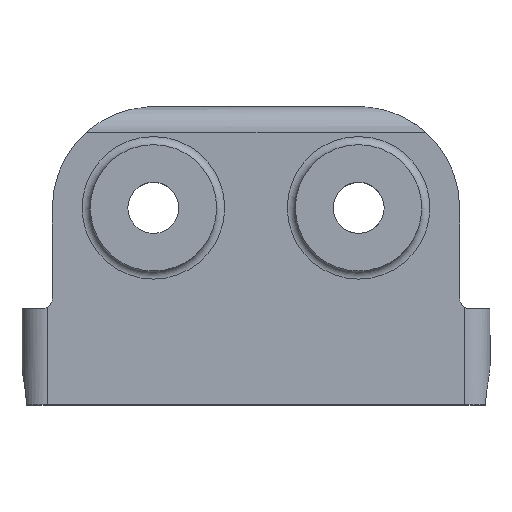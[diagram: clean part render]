
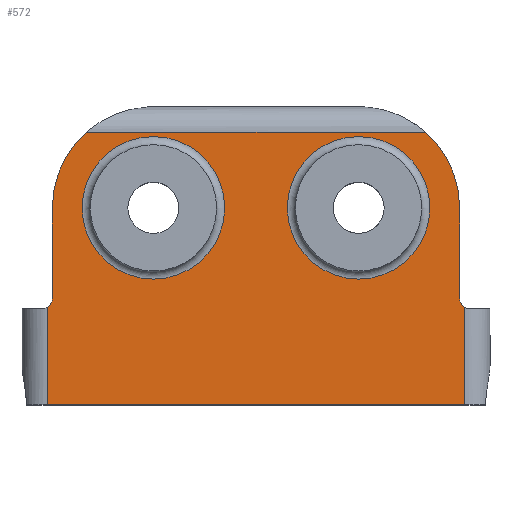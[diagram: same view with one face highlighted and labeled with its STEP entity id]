
A CAD part, top view. The second image highlights one B-rep face of the part: STEP entity #572.
In plain terms, the highlighted planar face has unit normal (0, 0, 1).
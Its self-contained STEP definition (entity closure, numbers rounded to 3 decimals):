
#31 = DIRECTION ( 'NONE',  ( 1., 0., 0. ) ) ;
#53 = ORIENTED_EDGE ( 'NONE', *, *, #3130, .F. ) ;
#214 = VERTEX_POINT ( 'NONE', #2137 ) ;
#219 = EDGE_CURVE ( 'NONE', #214, #3316, #2671, .T. ) ;
#244 = EDGE_CURVE ( 'NONE', #2759, #894, #3260, .T. ) ;
#245 = DIRECTION ( 'NONE',  ( -1., 0., 0. ) ) ;
#274 = DIRECTION ( 'NONE',  ( 0., -1., 0. ) ) ;
#290 = CARTESIAN_POINT ( 'NONE',  ( 0., 0., -1417.882 ) ) ;
#327 = VECTOR ( 'NONE', #496, 1000. ) ;
#379 = AXIS2_PLACEMENT_3D ( 'NONE', #1312, #658, #1337 ) ;
#401 = CARTESIAN_POINT ( 'NONE',  ( -42.29, 366.999, -1417.882 ) ) ;
#436 = CARTESIAN_POINT ( 'NONE',  ( -20.29, 384.999, -1417.882 ) ) ;
#486 = LINE ( 'NONE', #1901, #684 ) ;
#496 = DIRECTION ( 'NONE',  ( -1., 0., 0. ) ) ;
#498 = CARTESIAN_POINT ( 'NONE',  ( -20.29, 399.999, -1417.882 ) ) ;
#525 = ORIENTED_EDGE ( 'NONE', *, *, #244, .F. ) ;
#553 = EDGE_CURVE ( 'NONE', #979, #979, #1893, .T. ) ;
#572 = ADVANCED_FACE ( 'NONE', ( #1346, #2595, #879 ), #613, .T. ) ;
#604 = VERTEX_POINT ( 'NONE', #1990 ) ;
#613 = PLANE ( 'NONE',  #1092 ) ;
#622 = AXIS2_PLACEMENT_3D ( 'NONE', #3322, #3255, #1619 ) ;
#658 = DIRECTION ( 'NONE',  ( 0., 0., -1. ) ) ;
#684 = VECTOR ( 'NONE', #3523, 1000. ) ;
#692 = EDGE_CURVE ( 'NONE', #1086, #916, #2059, .T. ) ;
#725 = CARTESIAN_POINT ( 'NONE',  ( -41.29, 346., -1417.882 ) ) ;
#766 = LINE ( 'NONE', #1073, #1329 ) ;
#781 = CARTESIAN_POINT ( 'NONE',  ( -6.19, 384.999, -1417.882 ) ) ;
#799 = CARTESIAN_POINT ( 'NONE',  ( -40.29, 366.999, -1417.882 ) ) ;
#811 = CARTESIAN_POINT ( 'NONE',  ( 40.299, 366.999, -1417.882 ) ) ;
#812 = DIRECTION ( 'NONE',  ( 0., -1., 0. ) ) ;
#879 = FACE_OUTER_BOUND ( 'NONE', #1823, .T. ) ;
#894 = VERTEX_POINT ( 'NONE', #725 ) ;
#916 = VERTEX_POINT ( 'NONE', #3192 ) ;
#979 = VERTEX_POINT ( 'NONE', #781 ) ;
#998 = VERTEX_POINT ( 'NONE', #1231 ) ;
#1003 = DIRECTION ( 'NONE',  ( -1., 0., 0. ) ) ;
#1037 = VERTEX_POINT ( 'NONE', #1920 ) ;
#1071 = EDGE_CURVE ( 'NONE', #2489, #1086, #766, .T. ) ;
#1073 = CARTESIAN_POINT ( 'NONE',  ( -40.29, 404.999, -1417.882 ) ) ;
#1086 = VERTEX_POINT ( 'NONE', #799 ) ;
#1091 = EDGE_CURVE ( 'NONE', #2759, #604, #486, .T. ) ;
#1092 = AXIS2_PLACEMENT_3D ( 'NONE', #290, #2789, #31 ) ;
#1103 = DIRECTION ( 'NONE',  ( 0., -1., 0. ) ) ;
#1111 = ORIENTED_EDGE ( 'NONE', *, *, #2004, .T. ) ;
#1197 = VECTOR ( 'NONE', #812, 1000. ) ;
#1231 = CARTESIAN_POINT ( 'NONE',  ( 33.528, 399.999, -1417.882 ) ) ;
#1255 = VECTOR ( 'NONE', #274, 1000. ) ;
#1259 = DIRECTION ( 'NONE',  ( 1., 0., 0. ) ) ;
#1277 = DIRECTION ( 'NONE',  ( 0., 0., -1. ) ) ;
#1312 = CARTESIAN_POINT ( 'NONE',  ( 20.299, 384.998, -1417.882 ) ) ;
#1329 = VECTOR ( 'NONE', #1363, 1000. ) ;
#1337 = DIRECTION ( 'NONE',  ( 1., 0., 0. ) ) ;
#1346 = FACE_BOUND ( 'NONE', #3214, .T. ) ;
#1363 = DIRECTION ( 'NONE',  ( 0., -1., 0. ) ) ;
#1439 = CIRCLE ( 'NONE', #3448, 20. ) ;
#1512 = CARTESIAN_POINT ( 'NONE',  ( 20.299, 384.999, -1417.882 ) ) ;
#1513 = DIRECTION ( 'NONE',  ( 0., 0., -1. ) ) ;
#1557 = ORIENTED_EDGE ( 'NONE', *, *, #219, .F. ) ;
#1585 = CARTESIAN_POINT ( 'NONE',  ( 0., 346., -1417.882 ) ) ;
#1612 = CARTESIAN_POINT ( 'NONE',  ( 34.399, 384.998, -1417.882 ) ) ;
#1619 = DIRECTION ( 'NONE',  ( 1., 0., 0. ) ) ;
#1626 = EDGE_CURVE ( 'NONE', #998, #1037, #1660, .T. ) ;
#1655 = LINE ( 'NONE', #3344, #1255 ) ;
#1660 = LINE ( 'NONE', #498, #3498 ) ;
#1712 = CARTESIAN_POINT ( 'NONE',  ( -40.29, 384.999, -1417.882 ) ) ;
#1758 = CARTESIAN_POINT ( 'NONE',  ( 41.299, 346., -1417.882 ) ) ;
#1770 = ORIENTED_EDGE ( 'NONE', *, *, #553, .T. ) ;
#1775 = AXIS2_PLACEMENT_3D ( 'NONE', #436, #2619, #1259 ) ;
#1823 = EDGE_LOOP ( 'NONE', ( #525, #2811, #1111, #1557, #53, #2414, #3482, #2865, #1977, #1972 ) ) ;
#1862 = EDGE_CURVE ( 'NONE', #3230, #3230, #1892, .T. ) ;
#1892 = CIRCLE ( 'NONE', #379, 14.1 ) ;
#1893 = CIRCLE ( 'NONE', #622, 14.1 ) ;
#1901 = CARTESIAN_POINT ( 'NONE',  ( 41.299, 0., -1417.882 ) ) ;
#1920 = CARTESIAN_POINT ( 'NONE',  ( -33.519, 399.999, -1417.882 ) ) ;
#1927 = EDGE_CURVE ( 'NONE', #916, #894, #1655, .T. ) ;
#1972 = ORIENTED_EDGE ( 'NONE', *, *, #1927, .T. ) ;
#1977 = ORIENTED_EDGE ( 'NONE', *, *, #692, .T. ) ;
#1990 = CARTESIAN_POINT ( 'NONE',  ( 41.299, 365.267, -1417.882 ) ) ;
#2004 = EDGE_CURVE ( 'NONE', #604, #3316, #2052, .T. ) ;
#2006 = CIRCLE ( 'NONE', #1775, 20. ) ;
#2052 = CIRCLE ( 'NONE', #2519, 2. ) ;
#2059 = CIRCLE ( 'NONE', #3510, 2. ) ;
#2137 = CARTESIAN_POINT ( 'NONE',  ( 40.299, 384.999, -1417.882 ) ) ;
#2414 = ORIENTED_EDGE ( 'NONE', *, *, #1626, .T. ) ;
#2437 = CARTESIAN_POINT ( 'NONE',  ( 40.299, 404.999, -1417.882 ) ) ;
#2451 = CARTESIAN_POINT ( 'NONE',  ( 42.299, 366.999, -1417.882 ) ) ;
#2489 = VERTEX_POINT ( 'NONE', #1712 ) ;
#2519 = AXIS2_PLACEMENT_3D ( 'NONE', #2451, #3568, #1103 ) ;
#2595 = FACE_BOUND ( 'NONE', #3548, .T. ) ;
#2598 = DIRECTION ( 'NONE',  ( 0., -1., 0. ) ) ;
#2619 = DIRECTION ( 'NONE',  ( 0., 0., 1. ) ) ;
#2671 = LINE ( 'NONE', #2437, #1197 ) ;
#2759 = VERTEX_POINT ( 'NONE', #1758 ) ;
#2789 = DIRECTION ( 'NONE',  ( 0., 0., 1. ) ) ;
#2811 = ORIENTED_EDGE ( 'NONE', *, *, #1091, .T. ) ;
#2865 = ORIENTED_EDGE ( 'NONE', *, *, #1071, .T. ) ;
#2923 = EDGE_CURVE ( 'NONE', #1037, #2489, #2006, .T. ) ;
#3130 = EDGE_CURVE ( 'NONE', #998, #214, #1439, .T. ) ;
#3134 = ORIENTED_EDGE ( 'NONE', *, *, #1862, .T. ) ;
#3192 = CARTESIAN_POINT ( 'NONE',  ( -41.29, 365.267, -1417.882 ) ) ;
#3214 = EDGE_LOOP ( 'NONE', ( #1770 ) ) ;
#3230 = VERTEX_POINT ( 'NONE', #1612 ) ;
#3255 = DIRECTION ( 'NONE',  ( 0., 0., -1. ) ) ;
#3260 = LINE ( 'NONE', #1585, #327 ) ;
#3316 = VERTEX_POINT ( 'NONE', #811 ) ;
#3322 = CARTESIAN_POINT ( 'NONE',  ( -20.29, 384.999, -1417.882 ) ) ;
#3344 = CARTESIAN_POINT ( 'NONE',  ( -41.29, 0., -1417.882 ) ) ;
#3448 = AXIS2_PLACEMENT_3D ( 'NONE', #1512, #1277, #1003 ) ;
#3482 = ORIENTED_EDGE ( 'NONE', *, *, #2923, .T. ) ;
#3498 = VECTOR ( 'NONE', #245, 1000. ) ;
#3510 = AXIS2_PLACEMENT_3D ( 'NONE', #401, #1513, #2598 ) ;
#3523 = DIRECTION ( 'NONE',  ( 0., 1., 0. ) ) ;
#3548 = EDGE_LOOP ( 'NONE', ( #3134 ) ) ;
#3568 = DIRECTION ( 'NONE',  ( 0., 0., -1. ) ) ;
